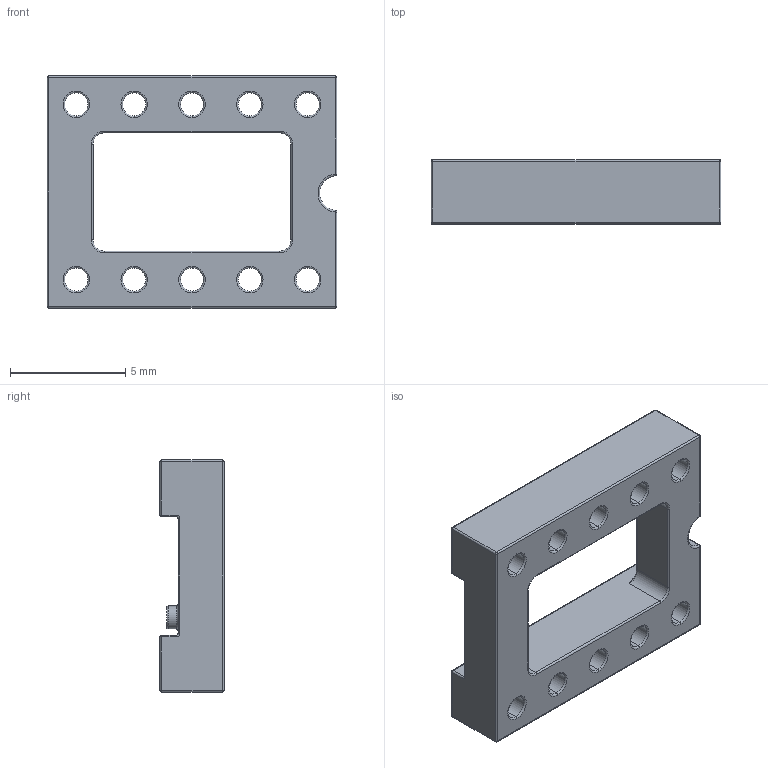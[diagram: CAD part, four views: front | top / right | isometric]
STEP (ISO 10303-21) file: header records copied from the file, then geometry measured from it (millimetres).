
FILE_DESCRIPTION (( 'STEP AP214' ), '1' );
FILE_NAME ('110-xx-310-41-105000.STEP', '2017-10-06T19:11:48', ( '' ), ( '' ), 'SwSTEP 2.0', 'SolidWorks 2014', '' );
FILE_SCHEMA (( 'AUTOMOTIVE_DESIGN' ));
Length unit declared in the file: millimetre
Products named in the file (1): 110-xx-310-41-105000
Bounding box: 12.6 x 2.79 x 10.1 mm (x, y, z)
Volume: 184.8 mm3; surface area: 433 mm2
Topology: 1 solids, 1 shells, 233 faces, 516 edges, 276 vertices
Faces by surface type: torus 102, cylinder 85, plane 26, sphere 16, bspline 4
Entity records: 6436 total; most frequent: DIRECTION 1312, CARTESIAN_POINT 1114, ORIENTED_EDGE 992, AXIS2_PLACEMENT_3D 594, EDGE_CURVE 496, CIRCLE 364, VERTEX_POINT 276, EDGE_LOOP 266
